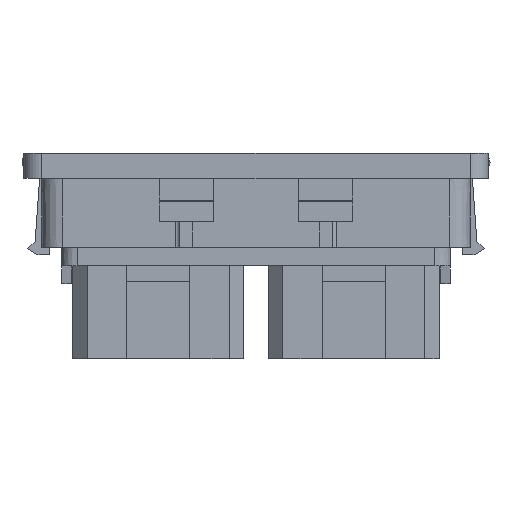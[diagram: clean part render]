
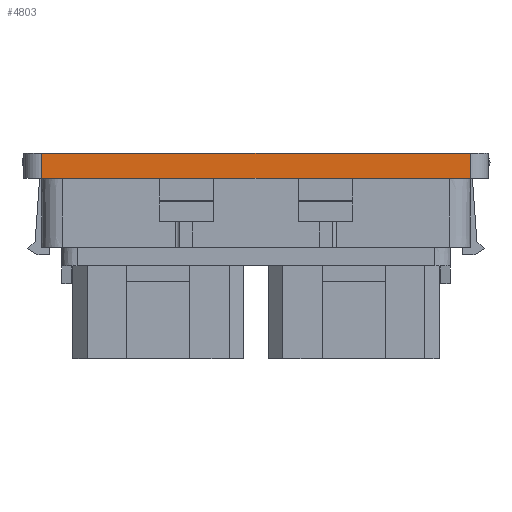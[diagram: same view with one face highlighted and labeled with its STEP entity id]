
A CAD part, front view. The second image highlights one B-rep face of the part: STEP entity #4803.
In plain terms, the highlighted planar face has unit normal (0, -1, 0).
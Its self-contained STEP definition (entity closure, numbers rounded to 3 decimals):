
#4790=AXIS2_PLACEMENT_3D('Plane Axis2P3D',#4787,#4788,#4789) ;
#1440=CARTESIAN_POINT('Vertex',(49.7,1.25,22.8)) ;
#1596=CARTESIAN_POINT('Vertex',(2.2,1.25,22.8)) ;
#1599=CARTESIAN_POINT('Line Origine',(25.95,1.25,22.8)) ;
#3969=CARTESIAN_POINT('Vertex',(49.7,1.25,20.)) ;
#3979=CARTESIAN_POINT('Line Origine',(49.7,1.25,21.4)) ;
#4771=CARTESIAN_POINT('Vertex',(2.2,1.25,20.)) ;
#4774=CARTESIAN_POINT('Line Origine',(2.2,1.25,21.4)) ;
#4787=CARTESIAN_POINT('Axis2P3D Location',(49.7,1.25,22.8)) ;
#4792=CARTESIAN_POINT('Line Origine',(25.95,1.25,20.)) ;
#1600=DIRECTION('Vector Direction',(-1.,0.,0.)) ;
#3980=DIRECTION('Vector Direction',(0.,0.,1.)) ;
#4775=DIRECTION('Vector Direction',(0.,0.,1.)) ;
#4788=DIRECTION('Axis2P3D Direction',(-0.,-1.,-0.)) ;
#4789=DIRECTION('Axis2P3D XDirection',(-1.,0.,0.)) ;
#4793=DIRECTION('Vector Direction',(-1.,0.,0.)) ;
#1601=VECTOR('Line Direction',#1600,1.) ;
#3981=VECTOR('Line Direction',#3980,1.) ;
#4776=VECTOR('Line Direction',#4775,1.) ;
#4794=VECTOR('Line Direction',#4793,1.) ;
#4798=ORIENTED_EDGE('',*,*,#4796,.T.) ;
#4799=ORIENTED_EDGE('',*,*,#3983,.F.) ;
#4800=ORIENTED_EDGE('',*,*,#1603,.F.) ;
#4801=ORIENTED_EDGE('',*,*,#4778,.T.) ;
#4803=ADVANCED_FACE('Hauptk\X2\00F6\X0\rper',(#4802),#4791,.T.) ;
#1603=EDGE_CURVE('',#1597,#1441,#1602,.F.) ;
#3983=EDGE_CURVE('',#1441,#3970,#3982,.F.) ;
#4778=EDGE_CURVE('',#1597,#4772,#4777,.F.) ;
#4796=EDGE_CURVE('',#4772,#3970,#4795,.F.) ;
#4797=EDGE_LOOP('',(#4798,#4799,#4800,#4801)) ;
#4802=FACE_OUTER_BOUND('',#4797,.T.) ;
#1602=LINE('Line',#1599,#1601) ;
#3982=LINE('Line',#3979,#3981) ;
#4777=LINE('Line',#4774,#4776) ;
#4795=LINE('Line',#4792,#4794) ;
#4791=PLANE('',#4790) ;
#1441=VERTEX_POINT('',#1440) ;
#1597=VERTEX_POINT('',#1596) ;
#3970=VERTEX_POINT('',#3969) ;
#4772=VERTEX_POINT('',#4771) ;
